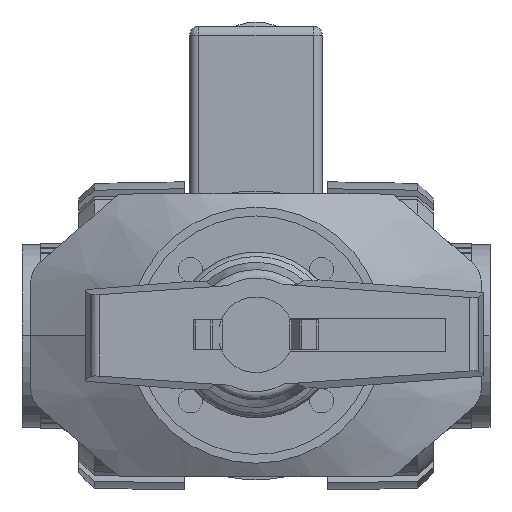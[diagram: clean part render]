
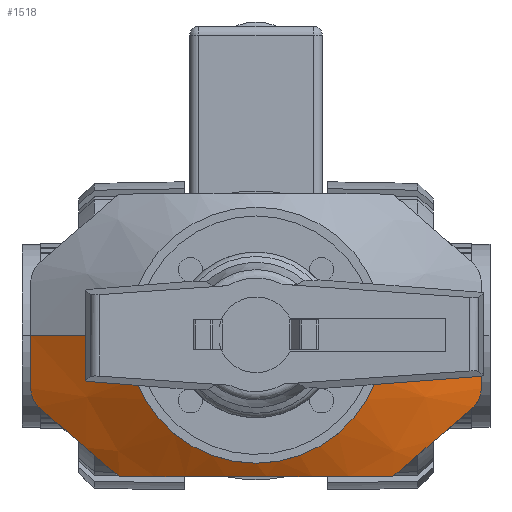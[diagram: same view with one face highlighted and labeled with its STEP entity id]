
A CAD part, top view. The second image highlights one B-rep face of the part: STEP entity #1518.
In plain terms, the highlighted conical face has half-angle 60 degrees and reference radius 44.604 mm.
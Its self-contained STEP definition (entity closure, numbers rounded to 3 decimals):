
#1518=ADVANCED_FACE('',(#3389),#3390,.T.);
#3389=FACE_OUTER_BOUND('',#5817,.T.);
#3390=CONICAL_SURFACE('',#5818,44.604,1.047);
#5817=EDGE_LOOP('',(#9192,#9193,#9194,#9195,#9196,#9197,#9198,#9199,#9200,#9201));
#5818=AXIS2_PLACEMENT_3D('',#9202,#9203,#9204);
#9192=ORIENTED_EDGE('',*,*,#15711,.T.);
#9193=ORIENTED_EDGE('',*,*,#15794,.F.);
#9194=ORIENTED_EDGE('',*,*,#15795,.T.);
#9195=ORIENTED_EDGE('',*,*,#15796,.F.);
#9196=ORIENTED_EDGE('',*,*,#15797,.F.);
#9197=ORIENTED_EDGE('',*,*,#15798,.F.);
#9198=ORIENTED_EDGE('',*,*,#15799,.T.);
#9199=ORIENTED_EDGE('',*,*,#15800,.F.);
#9200=ORIENTED_EDGE('',*,*,#15712,.T.);
#9201=ORIENTED_EDGE('',*,*,#15801,.F.);
#9202=CARTESIAN_POINT('',(0.0,0.0,117.741));
#9203=DIRECTION('',(-0.0,-0.0,-1.0));
#9204=DIRECTION('',(-1.0,0.0,0.0));
#15711=EDGE_CURVE('',#18893,#18901,#18902,.T.);
#15712=EDGE_CURVE('',#18903,#18897,#18904,.T.);
#15794=EDGE_CURVE('',#19026,#18901,#19027,.T.);
#15795=EDGE_CURVE('',#19026,#19028,#19029,.T.);
#15796=EDGE_CURVE('',#19030,#19028,#19031,.T.);
#15797=EDGE_CURVE('',#19032,#19030,#19033,.T.);
#15798=EDGE_CURVE('',#19034,#19032,#19035,.T.);
#15799=EDGE_CURVE('',#19034,#19036,#19037,.T.);
#15800=EDGE_CURVE('',#18903,#19036,#19038,.T.);
#15801=EDGE_CURVE('',#18893,#18897,#19039,.T.);
#18893=VERTEX_POINT('',#24096);
#18897=VERTEX_POINT('',#24101);
#18901=VERTEX_POINT('',#24106);
#18902=LINE('',#24107,#24108);
#18903=VERTEX_POINT('',#24109);
#18904=LINE('',#24110,#24111);
#19026=VERTEX_POINT('',#24334);
#19027=(B_SPLINE_CURVE(2,(#24336,#24337,#24338),.UNSPECIFIED.,.F.,.F.)B_SPLINE_CURVE_WITH_KNOTS((3,3),(0.0,64.877),.UNSPECIFIED.)RATIONAL_B_SPLINE_CURVE((1.0,1.181,1.0))BOUNDED_CURVE()REPRESENTATION_ITEM('')GEOMETRIC_REPRESENTATION_ITEM()CURVE());
#19028=VERTEX_POINT('',#24345);
#19029=B_SPLINE_CURVE_WITH_KNOTS('',3,(#24346,#24347,#24348,#24349,#24350,#24351,#24352,#24353,#24354,#24355,#24356,#24357),.UNSPECIFIED.,.F.,.F.,(4,2,2,2,2,4),(8.04,9.307,10.574,11.841,13.108,14.375),.UNSPECIFIED.);
#19030=VERTEX_POINT('',#24358);
#19031=(B_SPLINE_CURVE(2,(#24360,#24361,#24362),.UNSPECIFIED.,.F.,.F.)B_SPLINE_CURVE_WITH_KNOTS((3,3),(0.0,83.16),.UNSPECIFIED.)RATIONAL_B_SPLINE_CURVE((1.0,1.354,1.0))BOUNDED_CURVE()REPRESENTATION_ITEM('')GEOMETRIC_REPRESENTATION_ITEM()CURVE());
#19032=VERTEX_POINT('',#24369);
#19033=(B_SPLINE_CURVE(2,(#24371,#24372,#24373),.UNSPECIFIED.,.F.,.F.)B_SPLINE_CURVE_WITH_KNOTS((3,3),(0.0,107.074),.UNSPECIFIED.)RATIONAL_B_SPLINE_CURVE((1.0,1.881,1.0))BOUNDED_CURVE()REPRESENTATION_ITEM('')GEOMETRIC_REPRESENTATION_ITEM()CURVE());
#19034=VERTEX_POINT('',#24380);
#19035=(B_SPLINE_CURVE(2,(#24382,#24383,#24384),.UNSPECIFIED.,.F.,.F.)B_SPLINE_CURVE_WITH_KNOTS((3,3),(0.0,83.16),.UNSPECIFIED.)RATIONAL_B_SPLINE_CURVE((1.0,1.354,1.0))BOUNDED_CURVE()REPRESENTATION_ITEM('')GEOMETRIC_REPRESENTATION_ITEM()CURVE());
#19036=VERTEX_POINT('',#24391);
#19037=B_SPLINE_CURVE_WITH_KNOTS('',3,(#24392,#24393,#24394,#24395,#24396,#24397,#24398,#24399,#24400,#24401,#24402,#24403),.UNSPECIFIED.,.F.,.F.,(4,2,2,2,2,4),(6.773,8.04,9.307,10.574,11.841,13.108),.UNSPECIFIED.);
#19038=(B_SPLINE_CURVE(2,(#24405,#24406,#24407),.UNSPECIFIED.,.F.,.F.)B_SPLINE_CURVE_WITH_KNOTS((3,3),(0.0,64.877),.UNSPECIFIED.)RATIONAL_B_SPLINE_CURVE((1.0,1.181,1.0))BOUNDED_CURVE()REPRESENTATION_ITEM('')GEOMETRIC_REPRESENTATION_ITEM()CURVE());
#19039=CIRCLE('',#24414,29.0);
#24096=CARTESIAN_POINT('',(-29.0,0.0,126.75));
#24101=CARTESIAN_POINT('',(29.0,0.,126.75));
#24106=CARTESIAN_POINT('',(-51.0,0.,114.048));
#24107=CARTESIAN_POINT('',(-44.604,0.,117.741));
#24108=VECTOR('',#32217,1.0);
#24109=CARTESIAN_POINT('',(51.0,0.,114.048));
#24110=CARTESIAN_POINT('',(44.604,0.,117.741));
#24111=VECTOR('',#32218,1.0);
#24334=CARTESIAN_POINT('',(-51.,-12.,113.244));
#24336=CARTESIAN_POINT('',(-51.0,-32.,108.732));
#24337=CARTESIAN_POINT('',(-51.0,0.0,118.551));
#24338=CARTESIAN_POINT('',(-51.0,32.,108.732));
#24345=CARTESIAN_POINT('',(-49.243,-16.243,113.556));
#24346=CARTESIAN_POINT('',(-50.912,-10.975,113.424));
#24347=CARTESIAN_POINT('',(-50.986,-11.401,113.33));
#24348=CARTESIAN_POINT('',(-51.014,-11.84,113.259));
#24349=CARTESIAN_POINT('',(-50.974,-12.708,113.164));
#24350=CARTESIAN_POINT('',(-50.906,-13.138,113.14));
#24351=CARTESIAN_POINT('',(-50.689,-13.954,113.14));
#24352=CARTESIAN_POINT('',(-50.533,-14.36,113.164));
#24353=CARTESIAN_POINT('',(-50.135,-15.133,113.259));
#24354=CARTESIAN_POINT('',(-49.893,-15.5,113.33));
#24355=CARTESIAN_POINT('',(-49.34,-16.166,113.518));
#24356=CARTESIAN_POINT('',(-49.029,-16.466,113.633));
#24357=CARTESIAN_POINT('',(-48.698,-16.725,113.765));
#24358=CARTESIAN_POINT('',(-31.0,-32.0,117.77));
#24360=CARTESIAN_POINT('',(1.631,-60.186,108.732));
#24361=CARTESIAN_POINT('',(-29.076,-33.662,124.52));
#24362=CARTESIAN_POINT('',(-59.783,-7.138,108.732));
#24369=CARTESIAN_POINT('',(31.0,-32.0,117.77));
#24371=CARTESIAN_POINT('',(51.,-32.0,108.732));
#24372=CARTESIAN_POINT('',(0.0,-32.0,133.674));
#24373=CARTESIAN_POINT('',(-51.,-32.0,108.732));
#24380=CARTESIAN_POINT('',(49.243,-16.243,113.556));
#24382=CARTESIAN_POINT('',(59.783,-7.138,108.732));
#24383=CARTESIAN_POINT('',(29.076,-33.662,124.52));
#24384=CARTESIAN_POINT('',(-1.631,-60.186,108.732));
#24391=CARTESIAN_POINT('',(51.0,-12.0,113.244));
#24392=CARTESIAN_POINT('',(48.698,-16.725,113.765));
#24393=CARTESIAN_POINT('',(49.029,-16.466,113.633));
#24394=CARTESIAN_POINT('',(49.34,-16.166,113.518));
#24395=CARTESIAN_POINT('',(49.893,-15.5,113.33));
#24396=CARTESIAN_POINT('',(50.135,-15.133,113.259));
#24397=CARTESIAN_POINT('',(50.533,-14.36,113.164));
#24398=CARTESIAN_POINT('',(50.689,-13.954,113.14));
#24399=CARTESIAN_POINT('',(50.906,-13.138,113.14));
#24400=CARTESIAN_POINT('',(50.974,-12.708,113.164));
#24401=CARTESIAN_POINT('',(51.014,-11.84,113.259));
#24402=CARTESIAN_POINT('',(50.986,-11.401,113.33));
#24403=CARTESIAN_POINT('',(50.912,-10.975,113.424));
#24405=CARTESIAN_POINT('',(51.0,32.,108.732));
#24406=CARTESIAN_POINT('',(51.0,0.0,118.551));
#24407=CARTESIAN_POINT('',(51.0,-32.,108.732));
#24414=AXIS2_PLACEMENT_3D('',#32307,#32308,#32309);
#32217=DIRECTION('',(-0.866,0.,-0.5));
#32218=DIRECTION('',(-0.866,0.,0.5));
#32307=CARTESIAN_POINT('',(0.0,0.0,126.75));
#32308=DIRECTION('',(0.0,0.0,1.0));
#32309=DIRECTION('',(-1.0,0.0,0.0));
